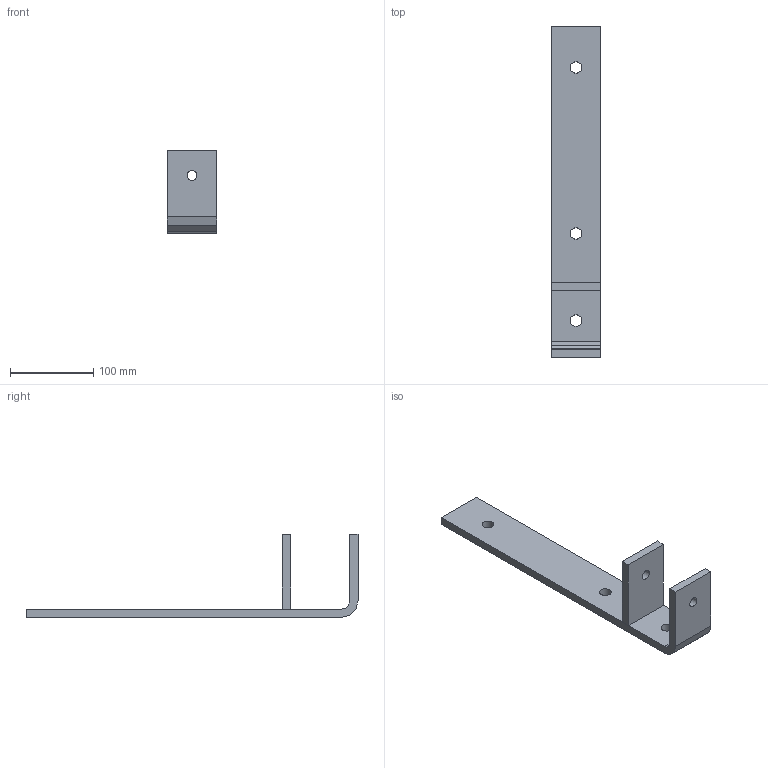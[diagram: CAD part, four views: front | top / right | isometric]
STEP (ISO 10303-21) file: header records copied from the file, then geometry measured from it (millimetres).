
FILE_DESCRIPTION(('Open CASCADE Model'),'2;1');
FILE_NAME('Open CASCADE Shape Model','2024-12-09T07:03:40',('Author'),( 'Open CASCADE'),'Open CASCADE STEP processor 7.3','Open CASCADE 7.3' ,'Unknown');
FILE_SCHEMA(('AUTOMOTIVE_DESIGN { 1 0 10303 214 1 1 1 1 }'));
Length unit declared in the file: millimetre
Products named in the file (2): product-5b488f32-f786-467d-ba25-621d12c72e8d-body 1; product-ab832539-00a4-45b2-980e-f17bf46c89b3-body 2
Bounding box: 60 x 400 x 100 mm (x, y, z)
Volume: 336619.9 mm3; surface area: 83342.7 mm2
Topology: 2 solids, 2 shells, 25 faces, 63 edges, 42 vertices
Faces by surface type: plane 20, cylinder 5
Full cylindrical faces by diameter (mm): 12 x2, 14 x3
Entity records: 1599 total; most frequent: CARTESIAN_POINT 307, DIRECTION 226, LINE 149, VECTOR 149, ORIENTED_EDGE 126, PCURVE 126, DEFINITIONAL_REPRESENTATION 126, EDGE_CURVE 63
